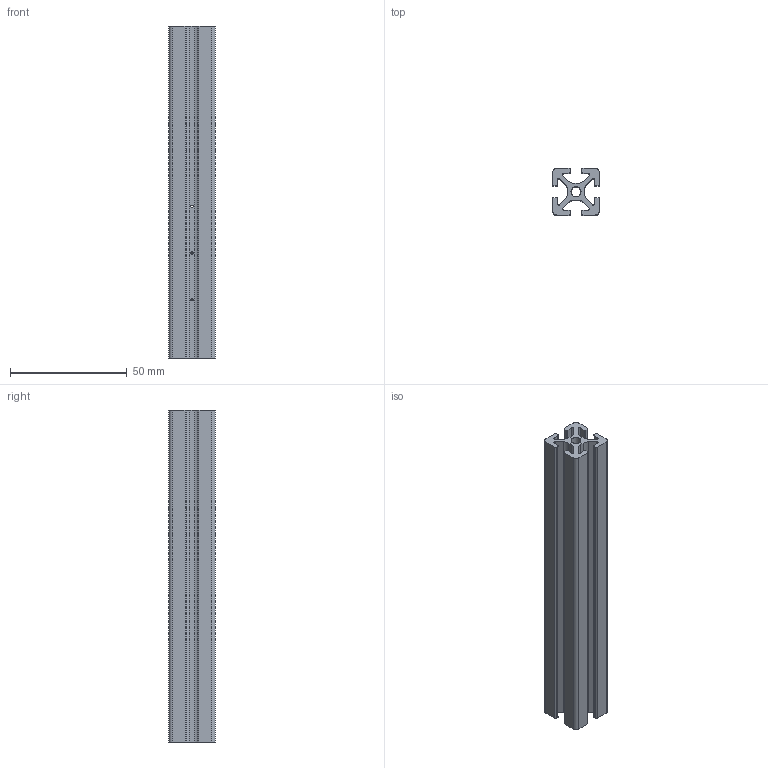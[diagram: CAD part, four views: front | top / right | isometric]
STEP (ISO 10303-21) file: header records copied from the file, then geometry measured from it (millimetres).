
FILE_DESCRIPTION(/* description */ (''),/* implementation_level */ '2;1');
FILE_NAME(/* name */ '250mm - 20mm Aluminum Extrusion Cross Top.step',/* time_stamp */ '2025-11-18T11:22:40-05:00',/* author */ (''),/* organization */ (''),/* preprocessor_version */ 'ST-DEVELOPER v20.1',/* originating_system */ 'Autodesk Translation Framework v14.21.0.0',/* authorisation */ '');
FILE_SCHEMA (('AUTOMOTIVE_DESIGN { 1 0 10303 214 3 1 1 }'));
Length unit declared in the file: millimetre
Products named in the file (2): 250mm - 20mm Aluminum Extrusion Cross Top; 5537T104_T-Slotted Framing
Assembly tree (1 placements, depth 2):
  250mm - 20mm Aluminum Extrusion Cross Top
    5537T104_T-Slotted Framing
Bounding box: 20 x 20 x 142.32 mm (x, y, z)
Volume: 27876.3 mm3; surface area: 24661.3 mm2
Topology: 1 solids, 1 shells, 81 faces, 243 edges, 164 vertices
Faces by surface type: cylinder 43, plane 38
Full cylindrical faces by diameter (mm): 1 x6, 4.3 x1
Entity records: 3033 total; most frequent: CARTESIAN_POINT 695, ORIENTED_EDGE 486, DIRECTION 479, EDGE_CURVE 243, VERTEX_POINT 164, AXIS2_PLACEMENT_3D 164, LINE 151, VECTOR 151
